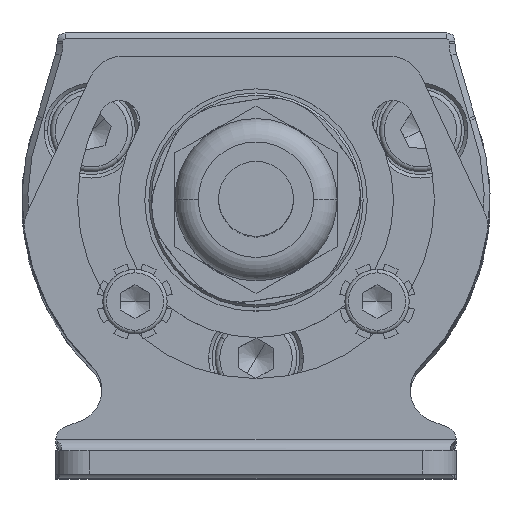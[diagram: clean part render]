
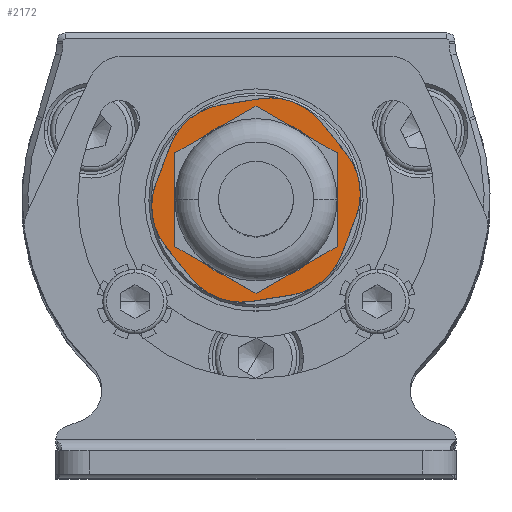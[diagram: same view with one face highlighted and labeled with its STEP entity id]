
A CAD part, top view. The second image highlights one B-rep face of the part: STEP entity #2172.
In plain terms, the highlighted planar face has unit normal (0, 0, 1).
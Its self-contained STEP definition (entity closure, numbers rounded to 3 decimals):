
#493 = EDGE_LOOP ( 'NONE', ( #35948, #23878 ) ) ;
#596 = DIRECTION ( 'NONE',  ( 0., 0., -1. ) ) ;
#1002 = DIRECTION ( 'NONE',  ( 0.357, 0.934, 0. ) ) ;
#1065 = EDGE_CURVE ( 'NONE', #30415, #35485, #13388, .T. ) ;
#2172 = ADVANCED_FACE ( 'NONE', ( #14658, #38884 ), #17512, .T. ) ;
#2231 = VERTEX_POINT ( 'NONE', #7482 ) ;
#2454 = VERTEX_POINT ( 'NONE', #11337 ) ;
#2662 = VERTEX_POINT ( 'NONE', #34733 ) ;
#2804 = CARTESIAN_POINT ( 'NONE',  ( -3.338, 2.026, 69. ) ) ;
#3244 = ORIENTED_EDGE ( 'NONE', *, *, #1065, .F. ) ;
#3478 = DIRECTION ( 'NONE',  ( -0.158, 0.987, 0. ) ) ;
#3885 = EDGE_CURVE ( 'NONE', #18718, #30415, #24709, .T. ) ;
#4579 = ORIENTED_EDGE ( 'NONE', *, *, #12515, .F. ) ;
#5168 = ORIENTED_EDGE ( 'NONE', *, *, #32519, .F. ) ;
#5329 = VECTOR ( 'NONE', #23925, 1000. ) ;
#5366 = AXIS2_PLACEMENT_3D ( 'NONE', #8729, #32553, #20755 ) ;
#6019 = AXIS2_PLACEMENT_3D ( 'NONE', #36790, #15819, #24346 ) ;
#6261 = DIRECTION ( 'NONE',  ( 0., 0., -1. ) ) ;
#6267 = DIRECTION ( 'NONE',  ( -0.357, -0.934, 0. ) ) ;
#6480 = DIRECTION ( 'NONE',  ( -0.63, 0.776, 0. ) ) ;
#6757 = CARTESIAN_POINT ( 'NONE',  ( -5.521, 4.716, 69. ) ) ;
#7180 = CIRCLE ( 'NONE', #8465, 6. ) ;
#7482 = CARTESIAN_POINT ( 'NONE',  ( -14.441, -2.526, 69. ) ) ;
#7616 = EDGE_CURVE ( 'NONE', #34424, #11288, #16889, .T. ) ;
#7989 = CARTESIAN_POINT ( 'NONE',  ( 1.79, 0.065, 69. ) ) ;
#8292 = DIRECTION ( 'NONE',  ( 0.63, -0.776, 0. ) ) ;
#8299 = VERTEX_POINT ( 'NONE', #24956 ) ;
#8465 = AXIS2_PLACEMENT_3D ( 'NONE', #35963, #23939, #17854 ) ;
#8605 = CIRCLE ( 'NONE', #31374, 5.49 ) ;
#8729 = CARTESIAN_POINT ( 'NONE',  ( -6.758, 1.48, 69. ) ) ;
#9093 = DIRECTION ( 'NONE',  ( 0.987, 0.158, 0. ) ) ;
#10605 = ORIENTED_EDGE ( 'NONE', *, *, #27767, .F. ) ;
#11066 = EDGE_CURVE ( 'NONE', #24583, #36441, #32323, .T. ) ;
#11142 = CARTESIAN_POINT ( 'NONE',  ( -15.565, 2.221, 69. ) ) ;
#11288 = VERTEX_POINT ( 'NONE', #28227 ) ;
#11337 = CARTESIAN_POINT ( 'NONE',  ( -7.13, -7.177, 69. ) ) ;
#11522 = CARTESIAN_POINT ( 'NONE',  ( -11.803, -5.776, 69. ) ) ;
#11827 = AXIS2_PLACEMENT_3D ( 'NONE', #12368, #37815, #6267 ) ;
#12368 = CARTESIAN_POINT ( 'NONE',  ( -7.996, -1.755, 69. ) ) ;
#12515 = EDGE_CURVE ( 'NONE', #2231, #24583, #27634, .T. ) ;
#13031 = DIRECTION ( 'NONE',  ( 0., 0., -1. ) ) ;
#13388 = CIRCLE ( 'NONE', #38083, 5.49 ) ;
#13541 = ORIENTED_EDGE ( 'NONE', *, *, #33374, .F. ) ;
#14658 = FACE_BOUND ( 'NONE', #493, .T. ) ;
#14810 = LINE ( 'NONE', #29860, #23671 ) ;
#15819 = DIRECTION ( 'NONE',  ( 0., 0., -1. ) ) ;
#15980 = ORIENTED_EDGE ( 'NONE', *, *, #3885, .F. ) ;
#16448 = VERTEX_POINT ( 'NONE', #37381 ) ;
#16889 = LINE ( 'NONE', #29708, #31733 ) ;
#16919 = ORIENTED_EDGE ( 'NONE', *, *, #37377, .F. ) ;
#17465 = CARTESIAN_POINT ( 'NONE',  ( -10.179, 0.934, 69. ) ) ;
#17512 = PLANE ( 'NONE',  #5366 ) ;
#17560 = CARTESIAN_POINT ( 'NONE',  ( -9.808, 9.591, 69. ) ) ;
#17667 = DIRECTION ( 'NONE',  ( -0.987, -0.158, 0. ) ) ;
#17854 = DIRECTION ( 'NONE',  ( -0.158, 0.987, 0. ) ) ;
#18382 = CIRCLE ( 'NONE', #6019, 5.49 ) ;
#18671 = VECTOR ( 'NONE', #8292, 1000. ) ;
#18718 = VERTEX_POINT ( 'NONE', #36131 ) ;
#18763 = CARTESIAN_POINT ( 'NONE',  ( -6.758, 1.48, 69. ) ) ;
#18894 = VERTEX_POINT ( 'NONE', #31164 ) ;
#20755 = DIRECTION ( 'NONE',  ( 0.158, -0.987, 0. ) ) ;
#21469 = CARTESIAN_POINT ( 'NONE',  ( -1.714, 8.736, 69. ) ) ;
#21680 = ORIENTED_EDGE ( 'NONE', *, *, #36465, .F. ) ;
#22130 = CARTESIAN_POINT ( 'NONE',  ( 2.048, 0.739, 69. ) ) ;
#22856 = EDGE_LOOP ( 'NONE', ( #21680, #35622, #13541, #33794, #4579, #16919, #35925, #35098, #5168, #10605, #3244, #15980 ) ) ;
#22864 = CARTESIAN_POINT ( 'NONE',  ( 0.553, -3.17, 69. ) ) ;
#23345 = DIRECTION ( 'NONE',  ( 0., 0., -1. ) ) ;
#23538 = CIRCLE ( 'NONE', #32628, 6. ) ;
#23553 = DIRECTION ( 'NONE',  ( -0.987, -0.158, 0. ) ) ;
#23671 = VECTOR ( 'NONE', #23553, 1000. ) ;
#23702 = EDGE_CURVE ( 'NONE', #2662, #2454, #14810, .T. ) ;
#23721 = AXIS2_PLACEMENT_3D ( 'NONE', #17465, #23345, #17667 ) ;
#23878 = ORIENTED_EDGE ( 'NONE', *, *, #38890, .T. ) ;
#23925 = DIRECTION ( 'NONE',  ( -0.63, 0.776, 0. ) ) ;
#23939 = DIRECTION ( 'NONE',  ( 0., 0., -1. ) ) ;
#24284 = CIRCLE ( 'NONE', #36660, 5.49 ) ;
#24346 = DIRECTION ( 'NONE',  ( 0.63, -0.776, 0. ) ) ;
#24583 = VERTEX_POINT ( 'NONE', #33022 ) ;
#24709 = LINE ( 'NONE', #21469, #18671 ) ;
#24956 = CARTESIAN_POINT ( 'NONE',  ( -5.812, -4.445, 69. ) ) ;
#27634 = CIRCLE ( 'NONE', #23721, 5.49 ) ;
#27727 = VECTOR ( 'NONE', #1002, 1000. ) ;
#27767 = EDGE_CURVE ( 'NONE', #35485, #36249, #37625, .T. ) ;
#28082 = CIRCLE ( 'NONE', #11827, 5.49 ) ;
#28227 = CARTESIAN_POINT ( 'NONE',  ( -6.387, 10.137, 69. ) ) ;
#28920 = DIRECTION ( 'NONE',  ( 0.357, 0.934, 0. ) ) ;
#29300 = EDGE_CURVE ( 'NONE', #16448, #8299, #7180, .T. ) ;
#29708 = CARTESIAN_POINT ( 'NONE',  ( -10.52, 9.477, 69. ) ) ;
#29709 = CARTESIAN_POINT ( 'NONE',  ( 0.925, 5.487, 69. ) ) ;
#29860 = CARTESIAN_POINT ( 'NONE',  ( -2.997, -6.517, 69. ) ) ;
#30242 = LINE ( 'NONE', #11522, #5329 ) ;
#30393 = CARTESIAN_POINT ( 'NONE',  ( -14.07, 6.13, 69. ) ) ;
#30415 = VERTEX_POINT ( 'NONE', #29709 ) ;
#31164 = CARTESIAN_POINT ( 'NONE',  ( -12.258, -5.216, 69. ) ) ;
#31374 = AXIS2_PLACEMENT_3D ( 'NONE', #6757, #34646, #28920 ) ;
#31733 = VECTOR ( 'NONE', #38672, 1000. ) ;
#32323 = LINE ( 'NONE', #11142, #27727 ) ;
#32519 = EDGE_CURVE ( 'NONE', #36249, #2662, #18382, .T. ) ;
#32553 = DIRECTION ( 'NONE',  ( 0., 0., 1. ) ) ;
#32628 = AXIS2_PLACEMENT_3D ( 'NONE', #18763, #13031, #3478 ) ;
#33022 = CARTESIAN_POINT ( 'NONE',  ( -15.307, 2.895, 69. ) ) ;
#33374 = EDGE_CURVE ( 'NONE', #36441, #34424, #24284, .T. ) ;
#33794 = ORIENTED_EDGE ( 'NONE', *, *, #11066, .F. ) ;
#34424 = VERTEX_POINT ( 'NONE', #17560 ) ;
#34646 = DIRECTION ( 'NONE',  ( 0., 0., -1. ) ) ;
#34733 = CARTESIAN_POINT ( 'NONE',  ( -3.709, -6.631, 69. ) ) ;
#35098 = ORIENTED_EDGE ( 'NONE', *, *, #23702, .F. ) ;
#35485 = VERTEX_POINT ( 'NONE', #7989 ) ;
#35622 = ORIENTED_EDGE ( 'NONE', *, *, #7616, .F. ) ;
#35925 = ORIENTED_EDGE ( 'NONE', *, *, #37018, .F. ) ;
#35948 = ORIENTED_EDGE ( 'NONE', *, *, #29300, .T. ) ;
#35963 = CARTESIAN_POINT ( 'NONE',  ( -6.758, 1.48, 69. ) ) ;
#36131 = CARTESIAN_POINT ( 'NONE',  ( -1.259, 8.176, 69. ) ) ;
#36249 = VERTEX_POINT ( 'NONE', #22864 ) ;
#36441 = VERTEX_POINT ( 'NONE', #30393 ) ;
#36465 = EDGE_CURVE ( 'NONE', #11288, #18718, #8605, .T. ) ;
#36660 = AXIS2_PLACEMENT_3D ( 'NONE', #40087, #596, #6480 ) ;
#36790 = CARTESIAN_POINT ( 'NONE',  ( -4.575, -1.209, 69. ) ) ;
#37018 = EDGE_CURVE ( 'NONE', #2454, #18894, #28082, .T. ) ;
#37377 = EDGE_CURVE ( 'NONE', #18894, #2231, #30242, .T. ) ;
#37381 = CARTESIAN_POINT ( 'NONE',  ( -7.705, 7.405, 69. ) ) ;
#37625 = LINE ( 'NONE', #22130, #38784 ) ;
#37815 = DIRECTION ( 'NONE',  ( 0., 0., -1. ) ) ;
#38083 = AXIS2_PLACEMENT_3D ( 'NONE', #2804, #6261, #9093 ) ;
#38672 = DIRECTION ( 'NONE',  ( 0.987, 0.158, 0. ) ) ;
#38784 = VECTOR ( 'NONE', #40072, 1000. ) ;
#38884 = FACE_OUTER_BOUND ( 'NONE', #22856, .T. ) ;
#38890 = EDGE_CURVE ( 'NONE', #8299, #16448, #23538, .T. ) ;
#40072 = DIRECTION ( 'NONE',  ( -0.357, -0.934, 0. ) ) ;
#40087 = CARTESIAN_POINT ( 'NONE',  ( -8.942, 4.169, 69. ) ) ;
